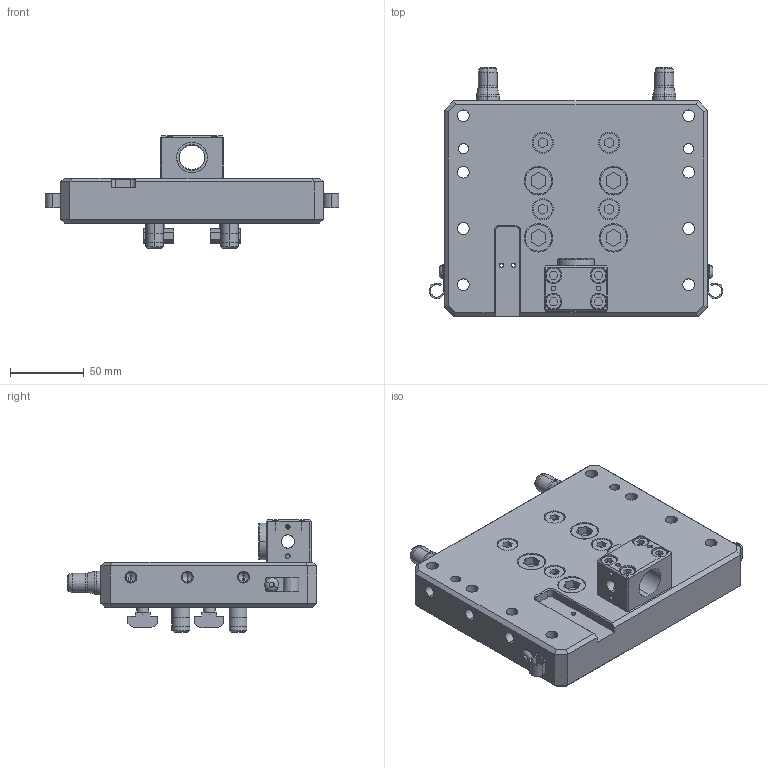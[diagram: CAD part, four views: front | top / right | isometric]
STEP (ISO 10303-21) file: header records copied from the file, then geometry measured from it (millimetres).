
FILE_DESCRIPTION (( 'STEP AP214' ), '1' );
FILE_NAME ('ATI-9120-TSM-MMB-8432.STEP', '2020-06-14T23:28:56', ( '' ), ( '' ), 'SwSTEP 2.0', 'SolidWorks 2019', '' );
FILE_SCHEMA (( 'AUTOMOTIVE_DESIGN' ));
Length unit declared in the file: inch
Products named in the file (1): ATI-9120-TSM-MMB-8432
Bounding box: 198.88 x 168.78 x 75.94 mm (x, y, z)
Volume: 803313 mm3; surface area: 113010.7 mm2
Topology: 1 solids, 3 shells, 748 faces, 1901 edges, 1214 vertices
Faces by surface type: plane 369, cylinder 257, cone 89, torus 33
Entity records: 23458 total; most frequent: CARTESIAN_POINT 5252, DIRECTION 3826, ORIENTED_EDGE 3754, EDGE_CURVE 1877, AXIS2_PLACEMENT_3D 1398, VERTEX_POINT 1214, VECTOR 1030, LINE 1030
